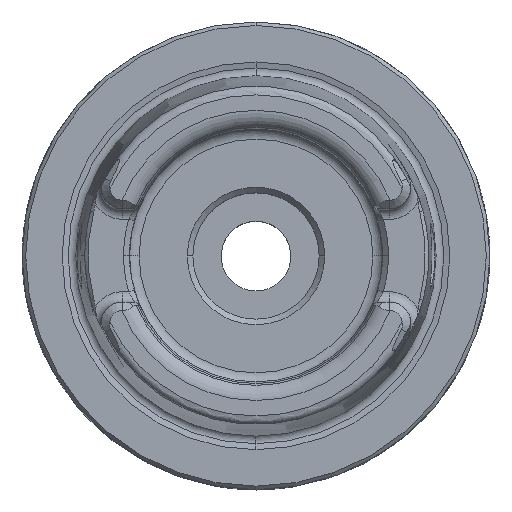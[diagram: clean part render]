
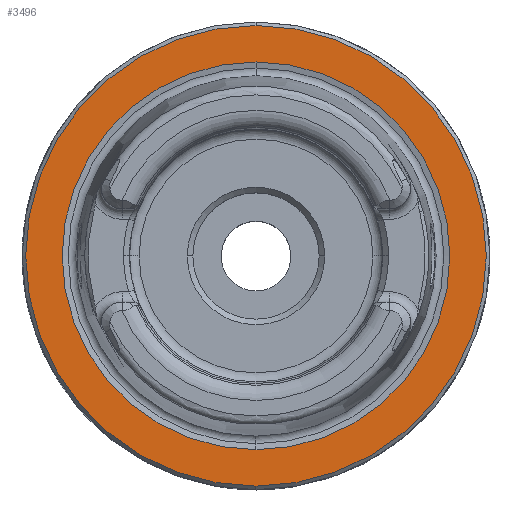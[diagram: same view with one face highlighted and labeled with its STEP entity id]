
A CAD part, top view. The second image highlights one B-rep face of the part: STEP entity #3496.
In plain terms, the highlighted planar face has unit normal (0, 0, 1).
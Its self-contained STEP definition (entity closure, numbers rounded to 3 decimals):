
#1618=EDGE_CURVE('NONE',#3742,#4442,#4653,.T.);
#2010=VERTEX_POINT('NONE',#5084);
#2806=EDGE_CURVE('NONE',#2010,#2960,#5957,.T.);
#2960=VERTEX_POINT('NONE',#6130);
#3268=EDGE_CURVE('NONE',#2960,#2010,#6470,.F.);
#3496=ADVANCED_FACE('NONE',(#6718,#6719),#6720,.F.);
#3742=VERTEX_POINT('NONE',#6994);
#3834=EDGE_CURVE('NONE',#4442,#3742,#7096,.T.);
#4442=VERTEX_POINT('NONE',#7766);
#4653=CIRCLE('',#8088,30.995);
#5084=CARTESIAN_POINT('',(0.,-26.09,0.));
#5957=CIRCLE('',#11561,26.09);
#6130=CARTESIAN_POINT('',(0.,26.09,0.));
#6470=CIRCLE('',#13067,26.09);
#6718=FACE_OUTER_BOUND('',#13638,.T.);
#6719=FACE_BOUND('',#13639,.T.);
#6720=PLANE('',#13640);
#6994=CARTESIAN_POINT('',(0.,-30.995,0.));
#7096=CIRCLE('',#14730,30.995);
#7766=CARTESIAN_POINT('',(0.,30.995,0.));
#8088=AXIS2_PLACEMENT_3D('',#16864,#16865,#16866);
#11561=AXIS2_PLACEMENT_3D('',#18303,#18304,#18305);
#13067=AXIS2_PLACEMENT_3D('',#18906,#18907,#18908);
#13638=EDGE_LOOP('',(#19185,#19186));
#13639=EDGE_LOOP('',(#19187,#19188));
#13640=AXIS2_PLACEMENT_3D('',#19189,#19190,#19191);
#14730=AXIS2_PLACEMENT_3D('',#19610,#19611,#19612);
#16864=CARTESIAN_POINT('',(0.,0.,0.));
#16865=DIRECTION('',(0.0,0.0,1.0));
#16866=DIRECTION('',(0.,-1.0,0.0));
#18303=CARTESIAN_POINT('',(0.,0.,0.));
#18304=DIRECTION('',(0.0,-0.0,1.0));
#18305=DIRECTION('',(0.,1.0,0.0));
#18906=CARTESIAN_POINT('',(0.,0.,0.));
#18907=DIRECTION('',(0.0,0.0,-1.0));
#18908=DIRECTION('',(0.,1.0,0.0));
#19185=ORIENTED_EDGE('',*,*,#1618,.T.);
#19186=ORIENTED_EDGE('',*,*,#3834,.T.);
#19187=ORIENTED_EDGE('',*,*,#3268,.F.);
#19188=ORIENTED_EDGE('',*,*,#2806,.F.);
#19189=CARTESIAN_POINT('',(0.,-24.796,0.));
#19190=DIRECTION('',(-0.0,0.0,-1.0));
#19191=DIRECTION('',(0.,-1.0,0.0));
#19610=CARTESIAN_POINT('',(0.,0.,0.));
#19611=DIRECTION('',(0.0,0.0,1.0));
#19612=DIRECTION('',(0.,-1.0,0.0));
